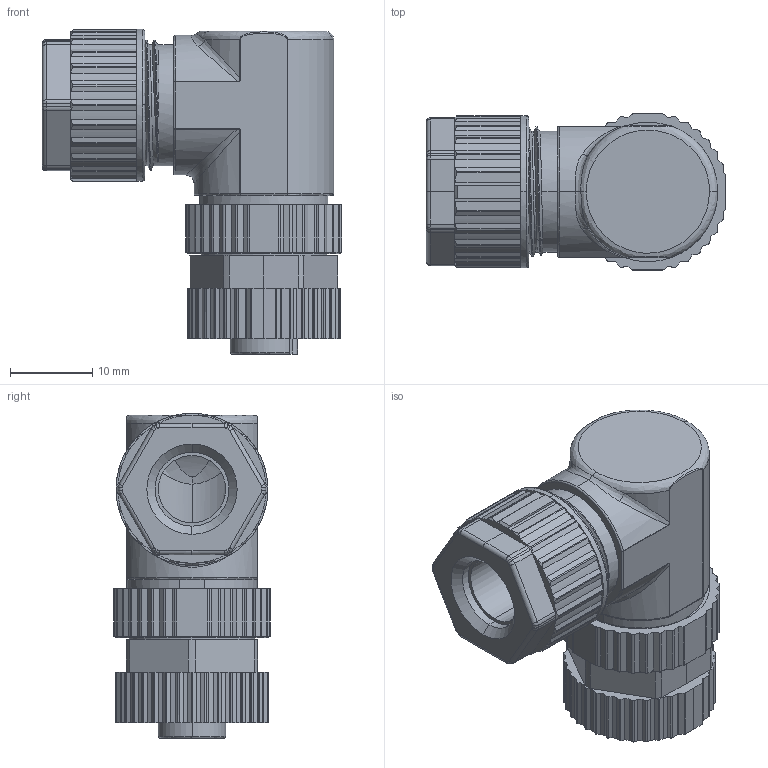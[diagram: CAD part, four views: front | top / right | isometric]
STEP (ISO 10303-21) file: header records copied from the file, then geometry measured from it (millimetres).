
FILE_DESCRIPTION (( 'STEP AP214' ), '1' );
FILE_NAME ('M12FT5BF90-SLR_3D.step', '2024-11-11T16:30:26', ( '' ), ( '' ), 'SwSTEP 2.0', 'SolidWorks 2022', '' );
FILE_SCHEMA (( 'AUTOMOTIVE_DESIGN' ));
Length unit declared in the file: inch
Products named in the file (1): M12FT5BF90-SLR_3D
Bounding box: 36.5 x 19 x 39.66 mm (x, y, z)
Volume: 9968.3 mm3; surface area: 6413.4 mm2
Topology: 1 solids, 1 shells, 879 faces, 2381 edges, 1538 vertices
Faces by surface type: plane 359, cylinder 338, bspline 104, cone 73, torus 5
Entity records: 52741 total; most frequent: CARTESIAN_POINT 27895, ORIENTED_EDGE 4744, DIRECTION 3659, EDGE_CURVE 2372, VERTEX_POINT 1538, AXIS2_PLACEMENT_3D 1291, VECTOR 1077, LINE 1077
